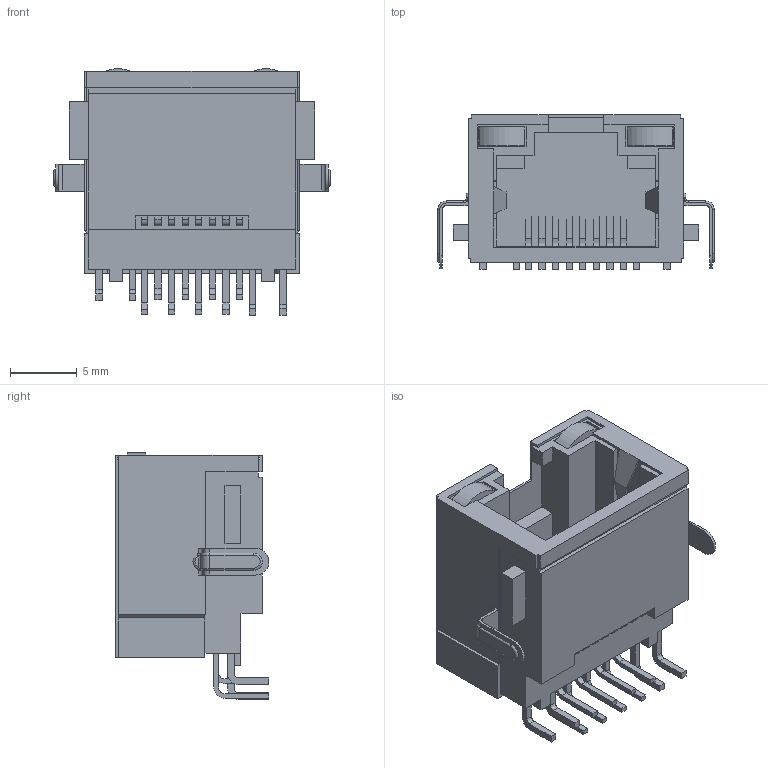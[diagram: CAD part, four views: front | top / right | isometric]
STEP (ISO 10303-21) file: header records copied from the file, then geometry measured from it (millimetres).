
FILE_DESCRIPTION((''),'2;1');
FILE_NAME('C-2041411-1','2019-06-18T09:06:44',('workeradm'),('TE Connectivity Ltd.'),'CREO PARAMETRIC BY PTC INC, 2018190','CREO PARAMETRIC BY PTC INC, 2018190','');
FILE_SCHEMA(('AUTOMOTIVE_DESIGN { 1 0 10303 214 1 1 1 1 }'));
Length unit declared in the file: millimetre
Products named in the file (1): C-2041411-1
Bounding box: 20.75 x 11.55 x 18.49 mm (x, y, z)
Volume: 1627.9 mm3; surface area: 2066.9 mm2
Topology: 1 solids, 1 shells, 478 faces, 1354 edges, 884 vertices
Faces by surface type: plane 364, cylinder 98, torus 12, bspline 4
Entity records: 20081 total; most frequent: CARTESIAN_POINT 3357, ORIENTED_EDGE 2708, DIRECTION 2478, PRESENTATION_STYLE_ASSIGNMENT 1355, STYLED_ITEM 1355, CURVE_STYLE 1354, EDGE_CURVE 1354, VECTOR 1130
